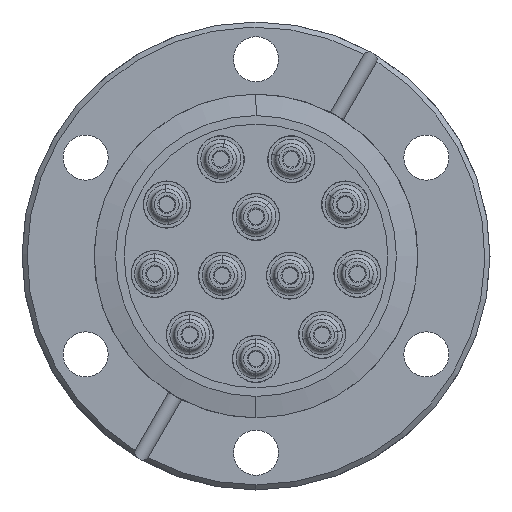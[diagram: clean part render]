
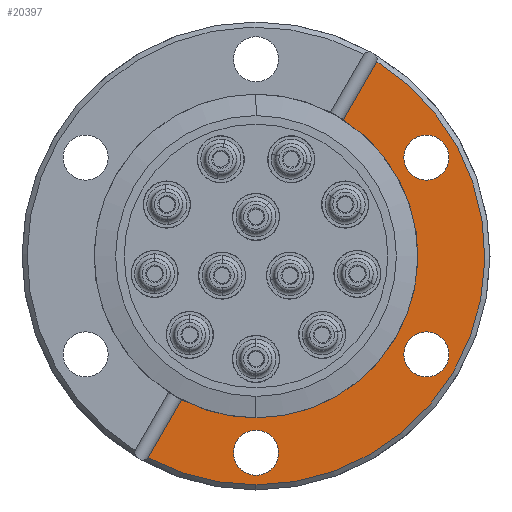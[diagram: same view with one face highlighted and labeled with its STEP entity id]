
A CAD part, front view. The second image highlights one B-rep face of the part: STEP entity #20397.
In plain terms, the highlighted planar face has unit normal (0, -1, 0).
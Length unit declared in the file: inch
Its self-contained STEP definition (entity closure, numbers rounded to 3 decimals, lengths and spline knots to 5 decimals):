
#2423 = DIRECTION ( 'NONE',  ( 0., -1., 0. ) ) ;
#2431 = CARTESIAN_POINT ( 'NONE',  ( 1.43854, 0.67312, 0. ) ) ;
#2433 = PLANE ( 'NONE',  #11508 ) ;
#2434 = DIRECTION ( 'NONE',  ( 0., 0., 1. ) ) ;
#3246 = VERTEX_POINT ( 'NONE', #19466 ) ;
#3247 = VERTEX_POINT ( 'NONE', #19465 ) ;
#3263 = VERTEX_POINT ( 'NONE', #19443 ) ;
#3265 = VERTEX_POINT ( 'NONE', #19882 ) ;
#3296 = VERTEX_POINT ( 'NONE', #19406 ) ;
#3299 = VERTEX_POINT ( 'NONE', #19405 ) ;
#3316 = VERTEX_POINT ( 'NONE', #19385 ) ;
#3320 = VERTEX_POINT ( 'NONE', #19373 ) ;
#3332 = VERTEX_POINT ( 'NONE', #19411 ) ;
#3333 = VERTEX_POINT ( 'NONE', #19323 ) ;
#3340 = VERTEX_POINT ( 'NONE', #19308 ) ;
#3341 = VERTEX_POINT ( 'NONE', #19763 ) ;
#4017 = FACE_BOUND ( 'NONE', #15209, .T. ) ;
#4019 = FACE_BOUND ( 'NONE', #15206, .T. ) ;
#4022 = FACE_OUTER_BOUND ( 'NONE', #15208, .T. ) ;
#4024 = FACE_BOUND ( 'NONE', #15144, .T. ) ;
#7241 = DIRECTION ( 'NONE',  ( 0., -1., 0. ) ) ;
#7397 = DIRECTION ( 'NONE',  ( 0., 0., 1. ) ) ;
#7402 = CARTESIAN_POINT ( 'NONE',  ( 1.09467, 0.67312, -0.578 ) ) ;
#9308 = CIRCLE ( 'NONE', #10374, 0.1325 ) ;
#9323 = CIRCLE ( 'NONE', #10376, 0.1325 ) ;
#9379 = CIRCLE ( 'NONE', #10384, 0.1325 ) ;
#9400 = CIRCLE ( 'NONE', #10389, 1.345 ) ;
#9421 = CIRCLE ( 'NONE', #10392, 0.951 ) ;
#9456 = LINE ( 'NONE', #20824, #9463 ) ;
#9461 = CIRCLE ( 'NONE', #10398, 1.345 ) ;
#9463 = VECTOR ( 'NONE', #20823, 39.37008 ) ;
#9464 = LINE ( 'NONE', #20829, #9467 ) ;
#9466 = CIRCLE ( 'NONE', #10399, 0.951 ) ;
#9467 = VECTOR ( 'NONE', #20828, 39.37008 ) ;
#9469 = CIRCLE ( 'NONE', #10400, 0.1325 ) ;
#9472 = CIRCLE ( 'NONE', #10401, 0.1325 ) ;
#9474 = CIRCLE ( 'NONE', #10402, 0.1325 ) ;
#10374 = AXIS2_PLACEMENT_3D ( 'NONE', #12490, #12489, #12488 ) ;
#10376 = AXIS2_PLACEMENT_3D ( 'NONE', #15460, #15448, #15458 ) ;
#10384 = AXIS2_PLACEMENT_3D ( 'NONE', #15472, #15470, #15467 ) ;
#10389 = AXIS2_PLACEMENT_3D ( 'NONE', #15338, #15337, #15335 ) ;
#10392 = AXIS2_PLACEMENT_3D ( 'NONE', #20843, #20830, #20839 ) ;
#10398 = AXIS2_PLACEMENT_3D ( 'NONE', #20821, #20819, #20028 ) ;
#10399 = AXIS2_PLACEMENT_3D ( 'NONE', #20030, #20026, #20024 ) ;
#10400 = AXIS2_PLACEMENT_3D ( 'NONE', #20019, #20002, #19996 ) ;
#10401 = AXIS2_PLACEMENT_3D ( 'NONE', #19153, #18366, #18365 ) ;
#10402 = AXIS2_PLACEMENT_3D ( 'NONE', #7402, #7241, #7397 ) ;
#11508 = AXIS2_PLACEMENT_3D ( 'NONE', #2431, #2423, #2434 ) ;
#12488 = DIRECTION ( 'NONE',  ( 0., 0., 1. ) ) ;
#12489 = DIRECTION ( 'NONE',  ( 0., -1., 0. ) ) ;
#12490 = CARTESIAN_POINT ( 'NONE',  ( 1.09467, 0.67312, -0.578 ) ) ;
#15144 = EDGE_LOOP ( 'NONE', ( #17388, #17387 ) ) ;
#15206 = EDGE_LOOP ( 'NONE', ( #17390, #17389 ) ) ;
#15208 = EDGE_LOOP ( 'NONE', ( #17396, #17395, #17394, #17393, #17392, #17391 ) ) ;
#15209 = EDGE_LOOP ( 'NONE', ( #17386, #17385 ) ) ;
#15335 = DIRECTION ( 'NONE',  ( 0., 0., 1. ) ) ;
#15337 = DIRECTION ( 'NONE',  ( 0., -1., 0. ) ) ;
#15338 = CARTESIAN_POINT ( 'NONE',  ( 0.09354, 0.67312, 0. ) ) ;
#15448 = DIRECTION ( 'NONE',  ( 0., -1., 0. ) ) ;
#15458 = DIRECTION ( 'NONE',  ( 0., 0., 1. ) ) ;
#15460 = CARTESIAN_POINT ( 'NONE',  ( 1.09467, 0.67312, 0.578 ) ) ;
#15467 = DIRECTION ( 'NONE',  ( 0., 0., 1. ) ) ;
#15470 = DIRECTION ( 'NONE',  ( 0., -1., 0. ) ) ;
#15472 = CARTESIAN_POINT ( 'NONE',  ( 0.09354, 0.67312, -1.156 ) ) ;
#16486 = EDGE_CURVE ( 'NONE', #3246, #3247, #9308, .T. ) ;
#16492 = EDGE_CURVE ( 'NONE', #3263, #3265, #9323, .T. ) ;
#16517 = EDGE_CURVE ( 'NONE', #3296, #3299, #9379, .T. ) ;
#16531 = EDGE_CURVE ( 'NONE', #3316, #3320, #9400, .T. ) ;
#16537 = EDGE_CURVE ( 'NONE', #3332, #3333, #9421, .T. ) ;
#16549 = EDGE_CURVE ( 'NONE', #3340, #3341, #9456, .T. ) ;
#16550 = EDGE_CURVE ( 'NONE', #3340, #3316, #9461, .T. ) ;
#16551 = EDGE_CURVE ( 'NONE', #3333, #3320, #9464, .T. ) ;
#16552 = EDGE_CURVE ( 'NONE', #3341, #3332, #9466, .T. ) ;
#16553 = EDGE_CURVE ( 'NONE', #3299, #3296, #9469, .T. ) ;
#16554 = EDGE_CURVE ( 'NONE', #3265, #3263, #9472, .T. ) ;
#16555 = EDGE_CURVE ( 'NONE', #3247, #3246, #9474, .T. ) ;
#17385 = ORIENTED_EDGE ( 'NONE', *, *, #16486, .F. ) ;
#17386 = ORIENTED_EDGE ( 'NONE', *, *, #16555, .F. ) ;
#17387 = ORIENTED_EDGE ( 'NONE', *, *, #16492, .F. ) ;
#17388 = ORIENTED_EDGE ( 'NONE', *, *, #16554, .F. ) ;
#17389 = ORIENTED_EDGE ( 'NONE', *, *, #16517, .F. ) ;
#17390 = ORIENTED_EDGE ( 'NONE', *, *, #16553, .F. ) ;
#17391 = ORIENTED_EDGE ( 'NONE', *, *, #16552, .F. ) ;
#17392 = ORIENTED_EDGE ( 'NONE', *, *, #16537, .F. ) ;
#17393 = ORIENTED_EDGE ( 'NONE', *, *, #16551, .F. ) ;
#17394 = ORIENTED_EDGE ( 'NONE', *, *, #16531, .T. ) ;
#17395 = ORIENTED_EDGE ( 'NONE', *, *, #16550, .T. ) ;
#17396 = ORIENTED_EDGE ( 'NONE', *, *, #16549, .F. ) ;
#18365 = DIRECTION ( 'NONE',  ( 0., 0., 1. ) ) ;
#18366 = DIRECTION ( 'NONE',  ( 0., -1., 0. ) ) ;
#19153 = CARTESIAN_POINT ( 'NONE',  ( 1.09467, 0.67312, 0.578 ) ) ;
#19308 = CARTESIAN_POINT ( 'NONE',  ( -0.53981, 0.67312, -1.18655 ) ) ;
#19323 = CARTESIAN_POINT ( 'NONE',  ( 0.60729, 0.67312, 0.80029 ) ) ;
#19373 = CARTESIAN_POINT ( 'NONE',  ( 0.80444, 0.67312, 1.14177 ) ) ;
#19385 = CARTESIAN_POINT ( 'NONE',  ( 0.09354, 0.67312, -1.345 ) ) ;
#19405 = CARTESIAN_POINT ( 'NONE',  ( 0.09354, 0.67312, -1.0235 ) ) ;
#19406 = CARTESIAN_POINT ( 'NONE',  ( 0.09354, 0.67312, -1.2885 ) ) ;
#19411 = CARTESIAN_POINT ( 'NONE',  ( 0.09354, 0.67312, -0.951 ) ) ;
#19443 = CARTESIAN_POINT ( 'NONE',  ( 1.09467, 0.67312, 0.4455 ) ) ;
#19465 = CARTESIAN_POINT ( 'NONE',  ( 1.09467, 0.67312, -0.4455 ) ) ;
#19466 = CARTESIAN_POINT ( 'NONE',  ( 1.09467, 0.67312, -0.7105 ) ) ;
#19763 = CARTESIAN_POINT ( 'NONE',  ( -0.34266, 0.67312, -0.84506 ) ) ;
#19882 = CARTESIAN_POINT ( 'NONE',  ( 1.09467, 0.67312, 0.7105 ) ) ;
#19996 = DIRECTION ( 'NONE',  ( 0., 0., 1. ) ) ;
#20002 = DIRECTION ( 'NONE',  ( 0., -1., 0. ) ) ;
#20019 = CARTESIAN_POINT ( 'NONE',  ( 0.09354, 0.67312, -1.156 ) ) ;
#20024 = DIRECTION ( 'NONE',  ( 0., 0., 1. ) ) ;
#20026 = DIRECTION ( 'NONE',  ( 0., -1., 0. ) ) ;
#20028 = DIRECTION ( 'NONE',  ( 0., 0., 1. ) ) ;
#20030 = CARTESIAN_POINT ( 'NONE',  ( 0.09354, 0.67312, 0. ) ) ;
#20397 = ADVANCED_FACE ( 'NONE', ( #4022, #4019, #4024, #4017 ), #2433, .T. ) ;
#20819 = DIRECTION ( 'NONE',  ( 0., -1., 0. ) ) ;
#20821 = CARTESIAN_POINT ( 'NONE',  ( 0.09354, 0.67312, 0. ) ) ;
#20823 = DIRECTION ( 'NONE',  ( 0.5, 0., 0.866 ) ) ;
#20824 = CARTESIAN_POINT ( 'NONE',  ( 0.85652, 0.67312, 1.23197 ) ) ;
#20828 = DIRECTION ( 'NONE',  ( 0.5, 0., 0.866 ) ) ;
#20829 = CARTESIAN_POINT ( 'NONE',  ( -0.59188, 0.67312, -1.27674 ) ) ;
#20830 = DIRECTION ( 'NONE',  ( 0., -1., 0. ) ) ;
#20839 = DIRECTION ( 'NONE',  ( 0., 0., 1. ) ) ;
#20843 = CARTESIAN_POINT ( 'NONE',  ( 0.09354, 0.67312, 0. ) ) ;
